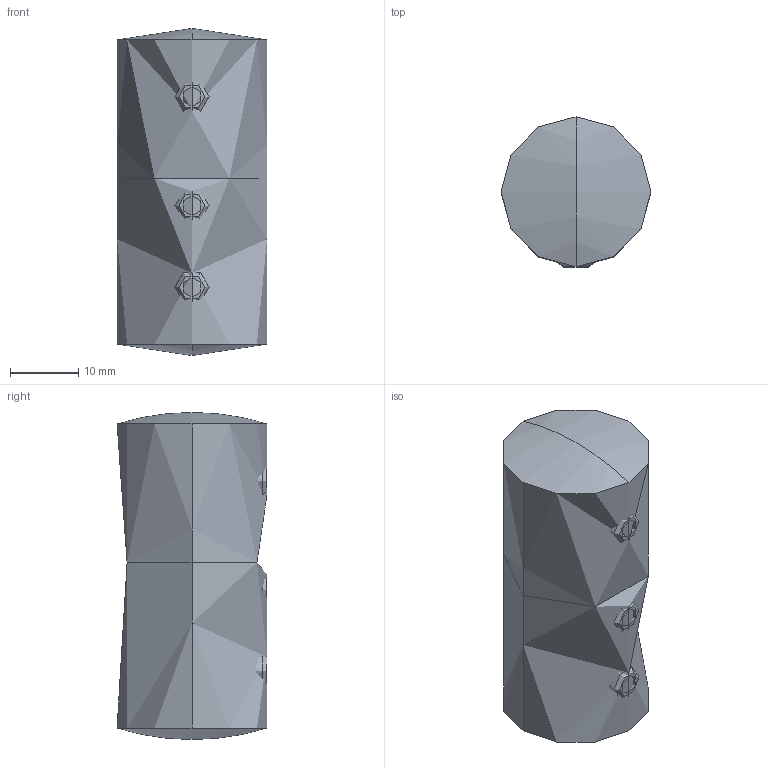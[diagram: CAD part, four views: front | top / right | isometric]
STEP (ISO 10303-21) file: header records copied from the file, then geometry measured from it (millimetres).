
FILE_DESCRIPTION (( 'STEP AP203' ), '1' );
FILE_NAME ('50421-240SA.step', '2020-10-12T08:19:42', ( '' ), ( '' ), 'SwSTEP 2.0', 'SolidWorks 2018', '' );
FILE_SCHEMA (( 'CONFIG_CONTROL_DESIGN' ));
Length unit declared in the file: millimetre
Products named in the file (11): Doppelquerstabhalter Teil1_50421-240SA Teil1; DIN913; 50421-240SA; DIN914_DIN 914 M5x5; DIN914; DIN913_DIN 913 M5x4; Doppelquerstabhalter Teil2; Doppelquerstabhalter Teil1; Doppelquerstabhalter Teil2_50421-240SA Teil2
Assembly tree (8 placements, depth 2):
  50421-240SA
    DIN914
    DIN913
    DIN913
  50421-240SA
    Doppelquerstabhalter Teil1_50421-240SA Teil1
    Doppelquerstabhalter Teil2_50421-240SA Teil2
    DIN914_DIN 914 M5x5
    DIN913_DIN 913 M5x4  x2
  Doppelquerstabhalter Teil2
  Doppelquerstabhalter Teil1
Bounding box: 22 x 22 x 48 mm (x, y, z)
Volume: 10714.1 mm3; surface area: 6562.5 mm2
Topology: 5 solids, 5 shells, 343 faces, 891 edges, 582 vertices
Faces by surface type: plane 188, bspline 101, cylinder 26, cone 22, sphere 4, torus 2
Entity records: 20770 total; most frequent: CARTESIAN_POINT 12454, ORIENTED_EDGE 1672, DIRECTION 1136, EDGE_CURVE 836, VECTOR 552, LINE 552, VERTEX_POINT 547, EDGE_LOOP 357
